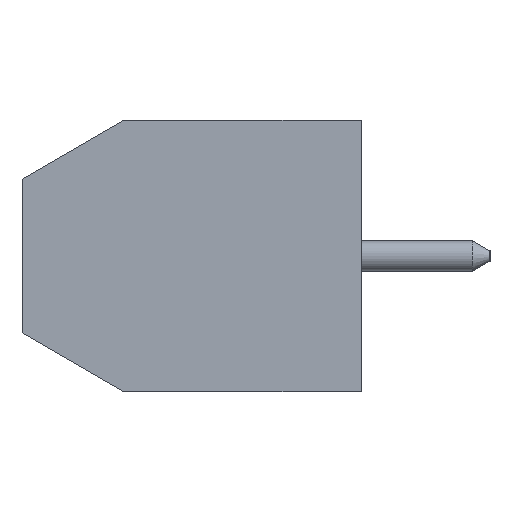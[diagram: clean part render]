
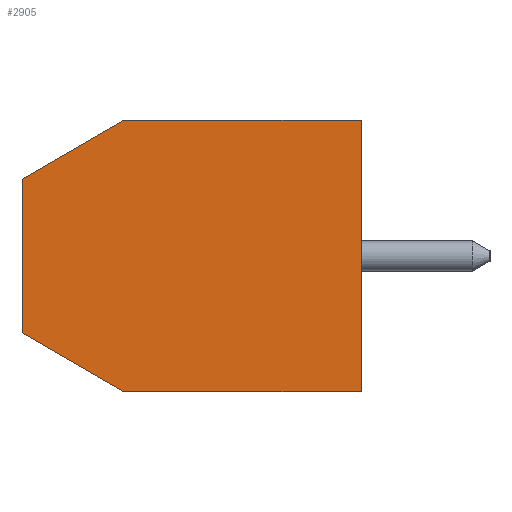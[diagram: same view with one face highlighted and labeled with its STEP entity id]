
A CAD part, left-side view. The second image highlights one B-rep face of the part: STEP entity #2905.
In plain terms, the highlighted planar face has unit normal (-1, 0, 0).
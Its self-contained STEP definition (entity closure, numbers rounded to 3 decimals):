
#711=DIRECTION('',(0.,1.,0.));
#712=VECTOR('',#711,7.);
#713=CARTESIAN_POINT('',(0.,-10.,-4.));
#714=LINE('',#713,#712);
#718=DIRECTION('',(0.,0.866,0.5));
#719=VECTOR('',#718,3.464);
#720=CARTESIAN_POINT('',(0.,-3.,-4.));
#721=LINE('',#720,#719);
#725=DIRECTION('',(0.,0.,1.));
#726=VECTOR('',#725,4.536);
#727=CARTESIAN_POINT('',(0.,0.,-2.268));
#728=LINE('',#727,#726);
#732=DIRECTION('',(0.,-0.866,0.5));
#733=VECTOR('',#732,3.464);
#734=CARTESIAN_POINT('',(0.,0.,2.268));
#735=LINE('',#734,#733);
#739=DIRECTION('',(0.,-1.,0.));
#740=VECTOR('',#739,7.);
#741=CARTESIAN_POINT('',(0.,-3.,4.));
#742=LINE('',#741,#740);
#746=DIRECTION('',(0.,0.,-1.));
#747=VECTOR('',#746,8.);
#748=CARTESIAN_POINT('',(0.,-10.,4.));
#749=LINE('',#748,#747);
#1892=CARTESIAN_POINT('',(0.,-10.,4.));
#1893=CARTESIAN_POINT('',(0.,-10.,-4.));
#1894=VERTEX_POINT('',#1892);
#1895=VERTEX_POINT('',#1893);
#1928=CARTESIAN_POINT('',(0.,-3.,4.));
#1929=VERTEX_POINT('',#1928);
#1930=CARTESIAN_POINT('',(0.,-3.,-4.));
#1931=VERTEX_POINT('',#1930);
#1932=CARTESIAN_POINT('',(0.,0.,-2.268));
#1933=CARTESIAN_POINT('',(0.,0.,2.268));
#1934=VERTEX_POINT('',#1932);
#1935=VERTEX_POINT('',#1933);
#2889=CARTESIAN_POINT('',(0.,0.,0.));
#2890=DIRECTION('',(1.,0.,0.));
#2891=DIRECTION('',(0.,-1.,0.));
#2892=AXIS2_PLACEMENT_3D('',#2889,#2890,#2891);
#2893=PLANE('',#2892);
#2894=ORIENTED_EDGE('',*,*,#2880,.T.);
#2895=ORIENTED_EDGE('',*,*,#2869,.T.);
#2896=ORIENTED_EDGE('',*,*,#2347,.T.);
#2898=ORIENTED_EDGE('',*,*,#2897,.T.);
#2900=ORIENTED_EDGE('',*,*,#2899,.T.);
#2902=ORIENTED_EDGE('',*,*,#2901,.T.);
#2903=EDGE_LOOP('',(#2894,#2895,#2896,#2898,#2900,#2902));
#2904=FACE_OUTER_BOUND('',#2903,.F.);
#2347=EDGE_CURVE('',#1934,#1935,#728,.T.);
#2869=EDGE_CURVE('',#1931,#1934,#721,.T.);
#2880=EDGE_CURVE('',#1895,#1931,#714,.T.);
#2897=EDGE_CURVE('',#1935,#1929,#735,.T.);
#2899=EDGE_CURVE('',#1929,#1894,#742,.T.);
#2901=EDGE_CURVE('',#1894,#1895,#749,.T.);
#2905=ADVANCED_FACE('',(#2904),#2893,.F.);
